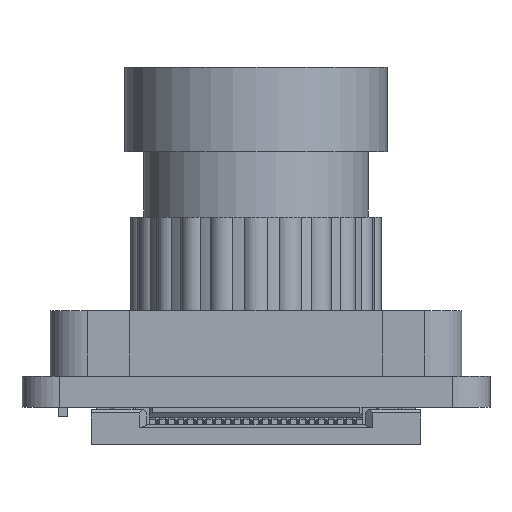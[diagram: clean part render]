
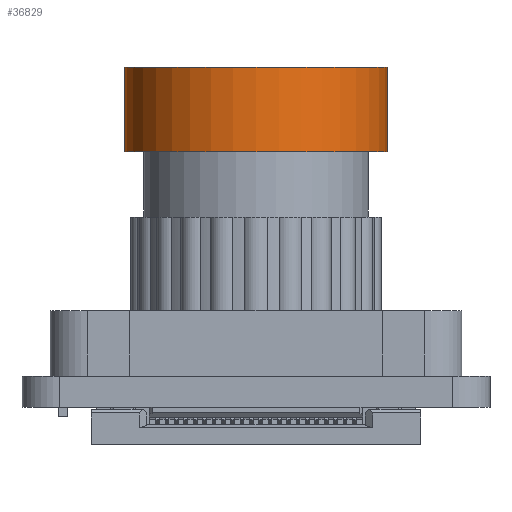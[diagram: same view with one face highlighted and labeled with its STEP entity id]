
A CAD part, front view. The second image highlights one B-rep face of the part: STEP entity #36829.
In plain terms, the highlighted cylindrical face has radius 7 mm (diameter 14 mm), a partial arc.
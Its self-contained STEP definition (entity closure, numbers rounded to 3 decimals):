
#1215 = CIRCLE ( 'NONE', #47288, 7. ) ;
#5091 = CARTESIAN_POINT ( 'NONE',  ( 0., 0., 12. ) ) ;
#5990 = CIRCLE ( 'NONE', #9942, 7. ) ;
#6659 = EDGE_LOOP ( 'NONE', ( #61340, #49971, #49802, #26537 ) ) ;
#9405 = EDGE_CURVE ( 'NONE', #53135, #75301, #79320, .T. ) ;
#9942 = AXIS2_PLACEMENT_3D ( 'NONE', #72914, #59828, #16188 ) ;
#12347 = EDGE_CURVE ( 'NONE', #36704, #77586, #77705, .T. ) ;
#14791 = CARTESIAN_POINT ( 'NONE',  ( -7., 0., 12. ) ) ;
#15272 = AXIS2_PLACEMENT_3D ( 'NONE', #62089, #56342, #55943 ) ;
#16188 = DIRECTION ( 'NONE',  ( 1., 0., 0. ) ) ;
#22557 = EDGE_CURVE ( 'NONE', #77586, #75301, #5990, .T. ) ;
#23788 = DIRECTION ( 'NONE',  ( 0., 0., 1. ) ) ;
#26537 = ORIENTED_EDGE ( 'NONE', *, *, #22557, .F. ) ;
#28729 = EDGE_CURVE ( 'NONE', #36704, #53135, #1215, .T. ) ;
#29855 = DIRECTION ( 'NONE',  ( 1., 0., 0. ) ) ;
#32383 = CARTESIAN_POINT ( 'NONE',  ( 7., 0., 16.5 ) ) ;
#35406 = CARTESIAN_POINT ( 'NONE',  ( 7., 0., 12. ) ) ;
#36704 = VERTEX_POINT ( 'NONE', #58054 ) ;
#36829 = ADVANCED_FACE ( 'NONE', ( #75585 ), #37017, .T. ) ;
#37017 = CYLINDRICAL_SURFACE ( 'NONE', #15272, 7. ) ;
#38919 = VECTOR ( 'NONE', #41149, 1000. ) ;
#41149 = DIRECTION ( 'NONE',  ( 0., 0., 1. ) ) ;
#47288 = AXIS2_PLACEMENT_3D ( 'NONE', #5091, #67749, #29855 ) ;
#49802 = ORIENTED_EDGE ( 'NONE', *, *, #9405, .T. ) ;
#49971 = ORIENTED_EDGE ( 'NONE', *, *, #28729, .T. ) ;
#53135 = VERTEX_POINT ( 'NONE', #61531 ) ;
#55943 = DIRECTION ( 'NONE',  ( 1., 0., 0. ) ) ;
#56342 = DIRECTION ( 'NONE',  ( 0., 0., 1. ) ) ;
#58054 = CARTESIAN_POINT ( 'NONE',  ( -7., 0., 12. ) ) ;
#59828 = DIRECTION ( 'NONE',  ( 0., 0., 1. ) ) ;
#61340 = ORIENTED_EDGE ( 'NONE', *, *, #12347, .F. ) ;
#61531 = CARTESIAN_POINT ( 'NONE',  ( 7., 0., 12. ) ) ;
#62089 = CARTESIAN_POINT ( 'NONE',  ( 0., 0., 12. ) ) ;
#62351 = CARTESIAN_POINT ( 'NONE',  ( -7., 0., 16.5 ) ) ;
#67749 = DIRECTION ( 'NONE',  ( 0., 0., 1. ) ) ;
#72914 = CARTESIAN_POINT ( 'NONE',  ( 0., 0., 16.5 ) ) ;
#75301 = VERTEX_POINT ( 'NONE', #32383 ) ;
#75585 = FACE_OUTER_BOUND ( 'NONE', #6659, .T. ) ;
#76143 = VECTOR ( 'NONE', #23788, 1000. ) ;
#77586 = VERTEX_POINT ( 'NONE', #62351 ) ;
#77705 = LINE ( 'NONE', #14791, #38919 ) ;
#79320 = LINE ( 'NONE', #35406, #76143 ) ;
